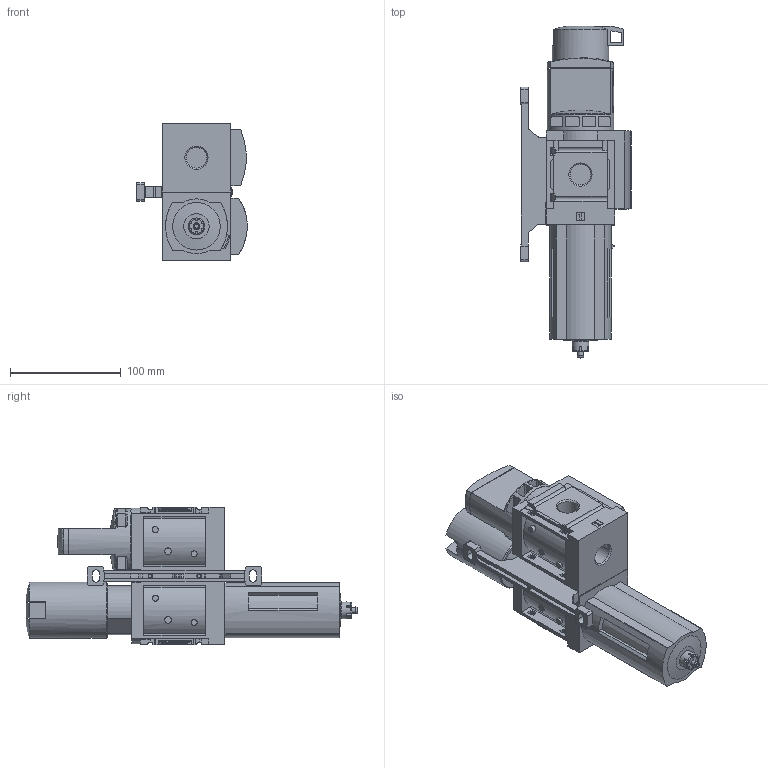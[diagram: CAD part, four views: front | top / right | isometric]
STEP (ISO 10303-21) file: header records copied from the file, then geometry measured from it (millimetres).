
FILE_DESCRIPTION(/* description */ ('STEP AP214'),/* implementation_level */ '2;1');
FILE_NAME(/* name */ '8042672_MSB6-1_2_C3_J120-WP',/* time_stamp */ '2024-09-11T18:27:21+02:00',/* author */ ('License CC BY-ND 4.0'),/* organization */ ('CADENAS'),/* preprocessor_version */ 'ST-DEVELOPER v19.3',/* originating_system */ 'PARTsolutions',/* authorisation */ ' ');
FILE_SCHEMA (('AUTOMOTIVE_DESIGN {1 0 10303 214 3 1 1}'));
Length unit declared in the file: millimetre
Products named in the file (6): 8042672 MSB6-1/2:C3:J120-WP; 541279 MS6-EM1-1/21D; 526490 MS6-LFR-1/2-D6-ERM-MPA-AS1D; KOND MS6-1-1; 8134994 MS6-MV-B---(0_p); 532195 MS6-WP---(w)
Assembly tree (5 placements, depth 2):
  8042672 MSB6-1/2:C3:J120-WP
    541279 MS6-EM1-1/21D
    526490 MS6-LFR-1/2-D6-ERM-MPA-AS1D
    KOND MS6-1-1
    8134994 MS6-MV-B---(0_p)
    532195 MS6-WP---(w)
Bounding box: 100.1 x 300.3 x 124 mm (x, y, z)
Volume: 1192466.8 mm3; surface area: 150024.1 mm2
Topology: 5 solids, 5 shells, 753 faces, 2062 edges, 1359 vertices
Faces by surface type: plane 526, cylinder 183, cone 24, torus 16, sphere 4
Full cylindrical faces by diameter (mm): 3.242 x2, 3.4 x2, 3.8 x1, 4 x2, 4.6 x2, 5 x1, 5.5 x4, 7.6 x2, 7.8 x2, 10 x1, 15 x1, 18.631 x5, 51 x1, 60 x1
Entity records: 28135 total; most frequent: CARTESIAN_POINT 4516, ORIENTED_EDGE 3992, DIRECTION 3885, EDGE_CURVE 1996, LINE 1437, VECTOR 1437, VERTEX_POINT 1344, AXIS2_PLACEMENT_3D 1224
